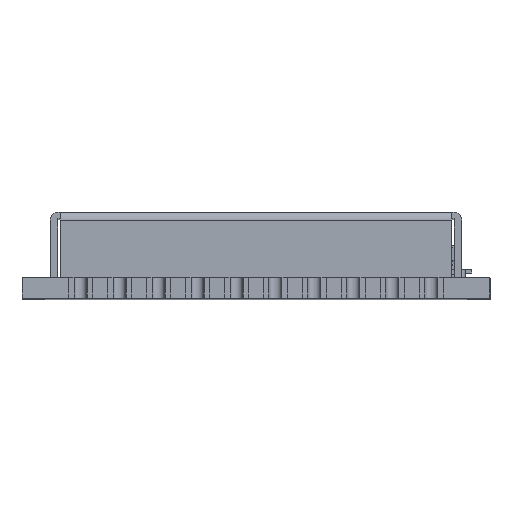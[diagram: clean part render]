
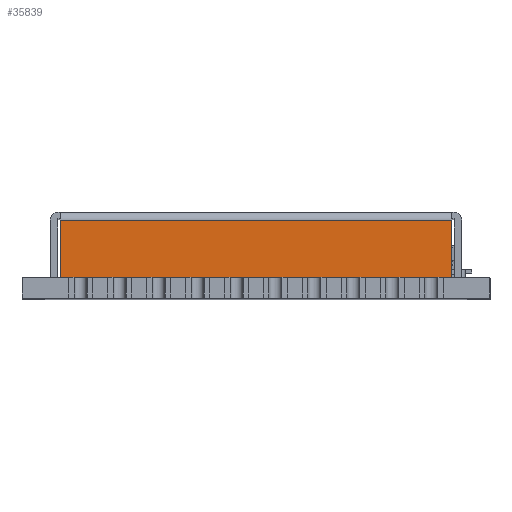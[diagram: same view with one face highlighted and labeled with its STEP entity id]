
A CAD part, top view. The second image highlights one B-rep face of the part: STEP entity #35839.
In plain terms, the highlighted planar face has unit normal (0, 0, 1).
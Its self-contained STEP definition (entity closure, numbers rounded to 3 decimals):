
#319 = ORIENTED_EDGE ( 'NONE', *, *, #38377, .T. ) ;
#1400 = LINE ( 'NONE', #39011, #32064 ) ;
#3355 = VECTOR ( 'NONE', #10364, 1000. ) ;
#3676 = ORIENTED_EDGE ( 'NONE', *, *, #9776, .T. ) ;
#3802 = LINE ( 'NONE', #38033, #3355 ) ;
#6302 = FACE_OUTER_BOUND ( 'NONE', #13856, .T. ) ;
#6969 = AXIS2_PLACEMENT_3D ( 'NONE', #13414, #37580, #13151 ) ;
#8475 = DIRECTION ( 'NONE',  ( 1., 0., 0. ) ) ;
#8862 = VECTOR ( 'NONE', #26301, 1000. ) ;
#9134 = ORIENTED_EDGE ( 'NONE', *, *, #20271, .T. ) ;
#9776 = EDGE_CURVE ( 'NONE', #19162, #34064, #1400, .T. ) ;
#10364 = DIRECTION ( 'NONE',  ( -1., 0., 0. ) ) ;
#11741 = VERTEX_POINT ( 'NONE', #14830 ) ;
#13151 = DIRECTION ( 'NONE',  ( -1., 0., 0. ) ) ;
#13414 = CARTESIAN_POINT ( 'NONE',  ( -7.52, 1.65, 14.5 ) ) ;
#13856 = EDGE_LOOP ( 'NONE', ( #18873, #9134, #3676, #319 ) ) ;
#14209 = CARTESIAN_POINT ( 'NONE',  ( 7.52, 1.65, 14.5 ) ) ;
#14830 = CARTESIAN_POINT ( 'NONE',  ( 7.52, -0.85, 14.5 ) ) ;
#15850 = CARTESIAN_POINT ( 'NONE',  ( 7.52, 1.35, 14.5 ) ) ;
#16994 = LINE ( 'NONE', #14209, #8862 ) ;
#18174 = LINE ( 'NONE', #30050, #33558 ) ;
#18873 = ORIENTED_EDGE ( 'NONE', *, *, #26931, .F. ) ;
#19162 = VERTEX_POINT ( 'NONE', #30714 ) ;
#20271 = EDGE_CURVE ( 'NONE', #29052, #19162, #3802, .T. ) ;
#20569 = DIRECTION ( 'NONE',  ( 0., -1., 0. ) ) ;
#21929 = CARTESIAN_POINT ( 'NONE',  ( -7.52, -0.85, 14.5 ) ) ;
#26301 = DIRECTION ( 'NONE',  ( 0., -1., 0. ) ) ;
#26931 = EDGE_CURVE ( 'NONE', #29052, #11741, #16994, .T. ) ;
#29052 = VERTEX_POINT ( 'NONE', #15850 ) ;
#30050 = CARTESIAN_POINT ( 'NONE',  ( -7.52, -0.85, 14.5 ) ) ;
#30714 = CARTESIAN_POINT ( 'NONE',  ( -7.52, 1.35, 14.5 ) ) ;
#31496 = PLANE ( 'NONE',  #6969 ) ;
#32064 = VECTOR ( 'NONE', #20569, 1000. ) ;
#33558 = VECTOR ( 'NONE', #8475, 1000. ) ;
#34064 = VERTEX_POINT ( 'NONE', #21929 ) ;
#35839 = ADVANCED_FACE ( 'NONE', ( #6302 ), #31496, .F. ) ;
#37580 = DIRECTION ( 'NONE',  ( 0., 0., -1. ) ) ;
#38033 = CARTESIAN_POINT ( 'NONE',  ( -7.52, 1.35, 14.5 ) ) ;
#38377 = EDGE_CURVE ( 'NONE', #34064, #11741, #18174, .T. ) ;
#39011 = CARTESIAN_POINT ( 'NONE',  ( -7.52, 1.65, 14.5 ) ) ;
